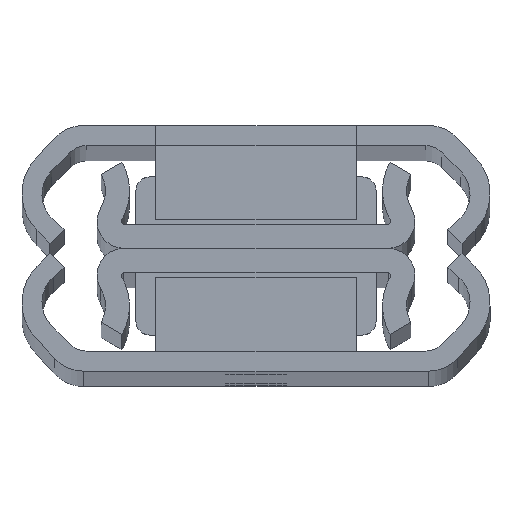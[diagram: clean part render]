
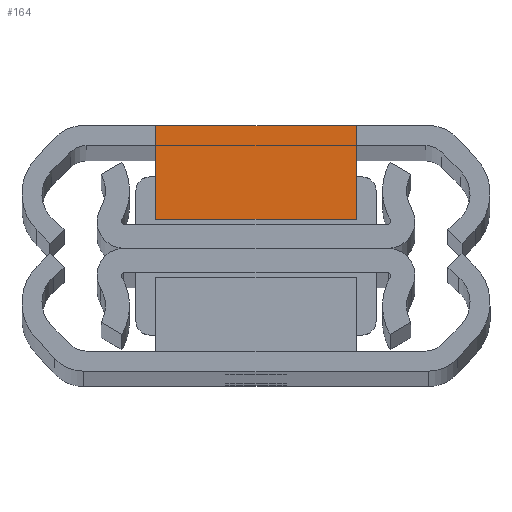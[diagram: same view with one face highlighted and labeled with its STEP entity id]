
A CAD part, top view. The second image highlights one B-rep face of the part: STEP entity #164.
In plain terms, the highlighted face is planar.
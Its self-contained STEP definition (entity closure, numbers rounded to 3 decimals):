
#5 = VERTEX_POINT ( 'NONE', #246 ) ;
#12 = VERTEX_POINT ( 'NONE', #1876 ) ;
#54 = VERTEX_POINT ( 'NONE', #1918 ) ;
#104 = VERTEX_POINT ( 'NONE', #1943 ) ;
#111 = VERTEX_POINT ( 'NONE', #1952 ) ;
#164 = ADVANCED_FACE ( 'NONE', ( #747 ), #2124, .F. ) ;
#215 = ORIENTED_EDGE ( 'NONE', *, *, #343, .F. ) ;
#246 = CARTESIAN_POINT ( 'NONE',  ( 7.5, -9.78, -325.7 ) ) ;
#270 = VERTEX_POINT ( 'NONE', #2265 ) ;
#343 = EDGE_CURVE ( 'NONE', #270, #5, #909, .T. ) ;
#465 = EDGE_CURVE ( 'NONE', #12, #54, #1114, .T. ) ;
#467 = EDGE_CURVE ( 'NONE', #54, #111, #1118, .T. ) ;
#471 = EDGE_CURVE ( 'NONE', #5, #104, #1124, .T. ) ;
#473 = EDGE_CURVE ( 'NONE', #270, #12, #1128, .T. ) ;
#474 = EDGE_CURVE ( 'NONE', #111, #104, #1130, .T. ) ;
#577 = AXIS2_PLACEMENT_3D ( 'NONE', #2127, #2133, #2134 ) ;
#747 = FACE_OUTER_BOUND ( 'NONE', #1416, .T. ) ;
#909 = LINE ( 'NONE', #2425, #918 ) ;
#918 = VECTOR ( 'NONE', #2429, 1000. ) ;
#1114 = LINE ( 'NONE', #2759, #1115 ) ;
#1115 = VECTOR ( 'NONE', #2761, 1000. ) ;
#1118 = LINE ( 'NONE', #2765, #1119 ) ;
#1119 = VECTOR ( 'NONE', #2766, 1000. ) ;
#1120 = VECTOR ( 'NONE', #2780, 1000. ) ;
#1124 = LINE ( 'NONE', #2774, #1125 ) ;
#1125 = VECTOR ( 'NONE', #2775, 1000. ) ;
#1128 = LINE ( 'NONE', #2773, #1120 ) ;
#1130 = LINE ( 'NONE', #2781, #1131 ) ;
#1131 = VECTOR ( 'NONE', #2782, 1000. ) ;
#1416 = EDGE_LOOP ( 'NONE', ( #1851, #1852, #1853, #1854, #1855, #215 ) ) ;
#1851 = ORIENTED_EDGE ( 'NONE', *, *, #473, .T. ) ;
#1852 = ORIENTED_EDGE ( 'NONE', *, *, #465, .T. ) ;
#1853 = ORIENTED_EDGE ( 'NONE', *, *, #467, .T. ) ;
#1854 = ORIENTED_EDGE ( 'NONE', *, *, #474, .T. ) ;
#1855 = ORIENTED_EDGE ( 'NONE', *, *, #471, .F. ) ;
#1876 = CARTESIAN_POINT ( 'NONE',  ( -7.5, -8.28, -325.7 ) ) ;
#1918 = CARTESIAN_POINT ( 'NONE',  ( -7.5, -2.78, -325.7 ) ) ;
#1943 = CARTESIAN_POINT ( 'NONE',  ( 7.5, -8.28, -325.7 ) ) ;
#1952 = CARTESIAN_POINT ( 'NONE',  ( 7.5, -2.78, -325.7 ) ) ;
#2124 = PLANE ( 'NONE',  #577 ) ;
#2127 = CARTESIAN_POINT ( 'NONE',  ( 7.5, -9.78, -325.7 ) ) ;
#2133 = DIRECTION ( 'NONE',  ( 0., 0., 1. ) ) ;
#2134 = DIRECTION ( 'NONE',  ( 1., 0., 0. ) ) ;
#2265 = CARTESIAN_POINT ( 'NONE',  ( -7.5, -9.78, -325.7 ) ) ;
#2425 = CARTESIAN_POINT ( 'NONE',  ( 7.5, -9.78, -325.7 ) ) ;
#2429 = DIRECTION ( 'NONE',  ( 1., 0., 0. ) ) ;
#2759 = CARTESIAN_POINT ( 'NONE',  ( -7.5, -8.28, -325.7 ) ) ;
#2761 = DIRECTION ( 'NONE',  ( 0., 1., 0. ) ) ;
#2765 = CARTESIAN_POINT ( 'NONE',  ( -7.5, -2.78, -325.7 ) ) ;
#2766 = DIRECTION ( 'NONE',  ( 1., 0., 0. ) ) ;
#2773 = CARTESIAN_POINT ( 'NONE',  ( -7.5, -9.78, -325.7 ) ) ;
#2774 = CARTESIAN_POINT ( 'NONE',  ( 7.5, -9.78, -325.7 ) ) ;
#2775 = DIRECTION ( 'NONE',  ( 0., 1., 0. ) ) ;
#2780 = DIRECTION ( 'NONE',  ( 0., 1., 0. ) ) ;
#2781 = CARTESIAN_POINT ( 'NONE',  ( 7.5, -2.78, -325.7 ) ) ;
#2782 = DIRECTION ( 'NONE',  ( 0., -1., 0. ) ) ;
